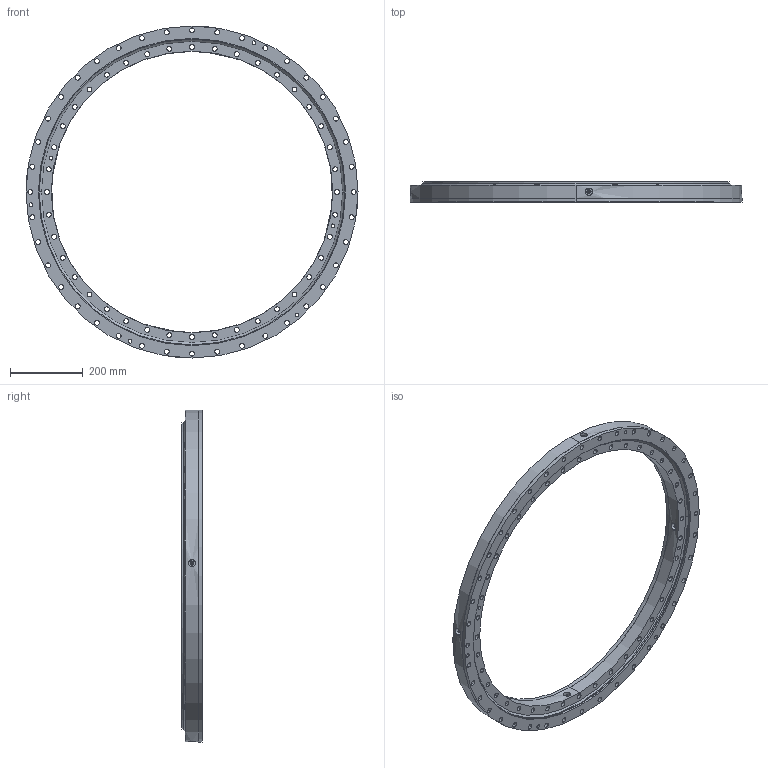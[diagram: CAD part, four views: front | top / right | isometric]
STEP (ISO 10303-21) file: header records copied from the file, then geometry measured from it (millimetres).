
FILE_DESCRIPTION (( 'STEP AP203' ), '1' );
FILE_NAME ('88-0844-00.STEP', '2017-12-29T07:18:38', ( 'defontaine' ), ( 'Hewlett-Packard Company' ), 'SwSTEP 2.0', 'SolidWorks 2016', '' );
FILE_SCHEMA (( 'CONFIG_CONTROL_DESIGN' ));
Length unit declared in the file: millimetre
Products named in the file (1): 88-0844-00
Bounding box: 914 x 56 x 914 mm (x, y, z)
Volume: 7251100.5 mm3; surface area: 1251716.2 mm2
Topology: 13 solids, 13 shells, 479 faces, 1190 edges, 767 vertices
Faces by surface type: cylinder 246, plane 104, cone 64, torus 49, sphere 16
Entity records: 16209 total; most frequent: CARTESIAN_POINT 3845, DIRECTION 2758, ORIENTED_EDGE 2380, EDGE_CURVE 1190, AXIS2_PLACEMENT_3D 1152, VERTEX_POINT 767, EDGE_LOOP 705, CIRCLE 672
